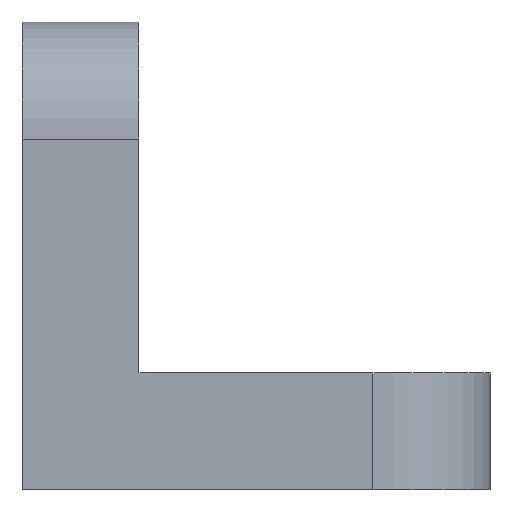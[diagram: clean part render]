
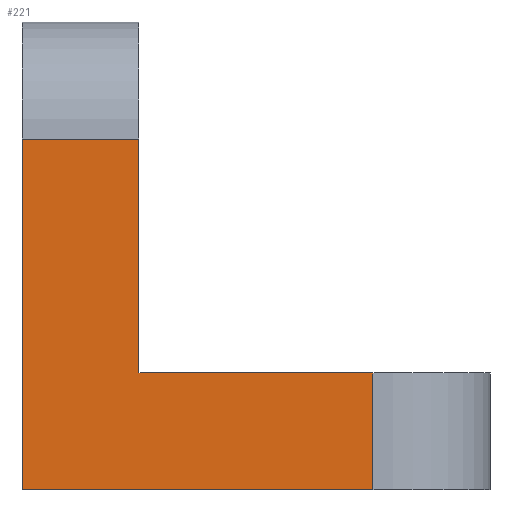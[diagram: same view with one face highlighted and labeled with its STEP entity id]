
A CAD part, left-side view. The second image highlights one B-rep face of the part: STEP entity #221.
In plain terms, the highlighted planar face has unit normal (-1, 0, 0).
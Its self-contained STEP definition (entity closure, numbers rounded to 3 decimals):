
#19=PLANE('',#255);
#31=FACE_OUTER_BOUND('',#43,.T.);
#43=EDGE_LOOP('',(#185,#186,#187,#188,#189,#190));
#50=LINE('',#339,#72);
#55=LINE('',#350,#77);
#56=LINE('',#356,#78);
#60=LINE('',#366,#82);
#64=LINE('',#377,#86);
#65=LINE('',#378,#87);
#72=VECTOR('',#274,10.);
#77=VECTOR('',#285,10.);
#78=VECTOR('',#290,10.);
#82=VECTOR('',#300,10.);
#86=VECTOR('',#312,10.);
#87=VECTOR('',#313,10.);
#104=VERTEX_POINT('',#336);
#105=VERTEX_POINT('',#338);
#108=VERTEX_POINT('',#348);
#110=VERTEX_POINT('',#353);
#111=VERTEX_POINT('',#355);
#117=VERTEX_POINT('',#376);
#125=EDGE_CURVE('',#105,#104,#50,.T.);
#131=EDGE_CURVE('',#108,#104,#55,.T.);
#133=EDGE_CURVE('',#110,#111,#56,.T.);
#139=EDGE_CURVE('',#105,#110,#60,.T.);
#144=EDGE_CURVE('',#117,#108,#64,.T.);
#145=EDGE_CURVE('',#111,#117,#65,.T.);
#185=ORIENTED_EDGE('',*,*,#131,.F.);
#186=ORIENTED_EDGE('',*,*,#144,.F.);
#187=ORIENTED_EDGE('',*,*,#145,.F.);
#188=ORIENTED_EDGE('',*,*,#133,.F.);
#189=ORIENTED_EDGE('',*,*,#139,.F.);
#190=ORIENTED_EDGE('',*,*,#125,.T.);
#221=ADVANCED_FACE('',(#31),#19,.T.);
#255=AXIS2_PLACEMENT_3D('',#375,#310,#311);
#274=DIRECTION('',(0.,0.,1.));
#285=DIRECTION('',(0.,-1.,0.));
#290=DIRECTION('',(0.,0.,-1.));
#300=DIRECTION('',(0.,-1.,0.));
#310=DIRECTION('center_axis',(-1.,0.,0.));
#311=DIRECTION('ref_axis',(0.,-1.,0.));
#312=DIRECTION('',(0.,0.,1.));
#313=DIRECTION('',(0.,1.,0.));
#336=CARTESIAN_POINT('',(-16.07,12.472,3.));
#338=CARTESIAN_POINT('',(-16.07,12.472,1.));
#339=CARTESIAN_POINT('',(-16.07,12.472,1.));
#348=CARTESIAN_POINT('',(-16.07,13.472,3.));
#350=CARTESIAN_POINT('',(-16.07,13.222,3.));
#353=CARTESIAN_POINT('',(-16.07,10.472,1.));
#355=CARTESIAN_POINT('',(-16.07,10.472,0.));
#356=CARTESIAN_POINT('',(-16.07,10.472,0.));
#366=CARTESIAN_POINT('',(-16.07,9.472,1.));
#375=CARTESIAN_POINT('Origin',(-16.07,13.472,0.));
#376=CARTESIAN_POINT('',(-16.07,13.472,0.));
#377=CARTESIAN_POINT('',(-16.07,13.472,0.));
#378=CARTESIAN_POINT('',(-16.07,9.472,0.));
